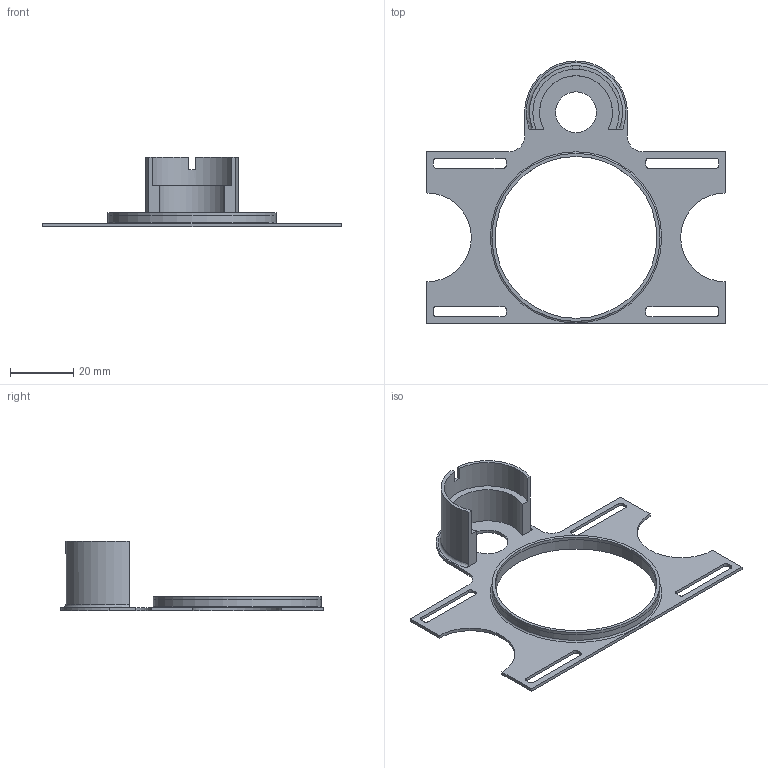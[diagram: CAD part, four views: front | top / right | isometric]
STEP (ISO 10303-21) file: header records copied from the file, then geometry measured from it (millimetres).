
FILE_DESCRIPTION(/* description */ (''),/* implementation_level */ '2;1');
FILE_NAME(/* name */ 'base v6.step',/* time_stamp */ '2022-12-13T16:42:50+01:00',/* author */ (''),/* organization */ (''),/* preprocessor_version */ 'ST-DEVELOPER v19.2',/* originating_system */ 'Autodesk Translation Framework v11.17.0.187',/* authorisation */ '');
FILE_SCHEMA (('AUTOMOTIVE_DESIGN { 1 0 10303 214 3 1 1 }'));
Length unit declared in the file: millimetre
Products named in the file (3): base; base_1; cogwheels
Assembly tree (2 placements, depth 2):
  base
    base_1
    cogwheels
Bounding box: 94 x 82.62 x 22 mm (x, y, z)
Volume: 5911.2 mm3; surface area: 10979.2 mm2
Topology: 1 solids, 3 shells, 67 faces, 191 edges, 127 vertices
Faces by surface type: plane 36, cylinder 29, torus 2
Full cylindrical faces by diameter (mm): 12.867 x1, 51 x2, 53 x2
Entity records: 2328 total; most frequent: CARTESIAN_POINT 408, DIRECTION 400, ORIENTED_EDGE 378, EDGE_CURVE 191, AXIS2_PLACEMENT_3D 139, VERTEX_POINT 127, LINE 122, VECTOR 122
